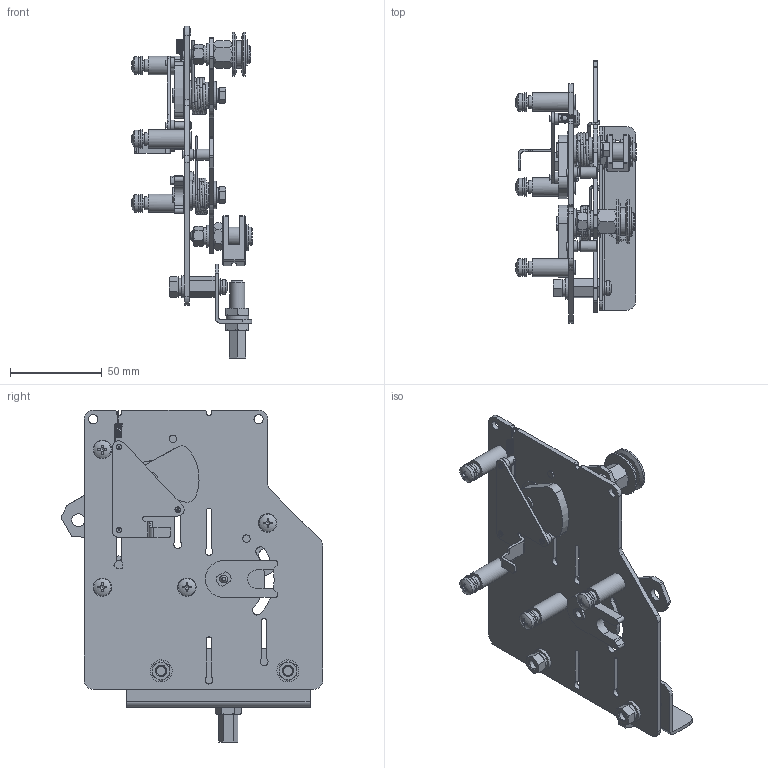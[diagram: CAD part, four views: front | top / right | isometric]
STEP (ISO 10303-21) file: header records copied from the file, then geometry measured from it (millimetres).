
FILE_DESCRIPTION(/* description */ (''),/* implementation_level */ '2;1');
FILE_NAME(/* name */ 'FLS／W6G2.stp',/* time_stamp */ '2023-09-25T11:12:13+08:00',/* author */ (''),/* organization */ (''),/* preprocessor_version */ 'ST-DEVELOPER v16.7',/* originating_system */ 'SIEMENS PLM Software NX 12.0',/* authorisation */ '');
FILE_SCHEMA (('AUTOMOTIVE_DESIGN { 1 0 10303 214 3 1 1 1 }'));
Length unit declared in the file: millimetre
Products named in the file (1): FLX_W6-2_a_1-机械联锁
Bounding box: 65.72 x 142.47 x 180.7 mm (x, y, z)
Volume: 2182.6 mm3; surface area: 86737.8 mm2
Topology: 14 solids, 15 shells, 1071 faces, 2665 edges, 1700 vertices
Faces by surface type: plane 515, cylinder 310, cone 186, torus 48, sphere 7, bspline 5
Full cylindrical faces by diameter (mm): 0.5 x2, 1 x3, 1.2 x4, 1.5 x3, 3 x4, 3.2 x2, 4 x10, 4.2 x6, 4.3 x2, 4.6 x2, 5 x8, 5.2 x2, 5.3 x2, 6 x16, 6.2 x3, 6.4 x4, 6.78 x2, 6.9 x2, 7 x14, 8 x11, 8.75 x4, 9 x2, 9.5 x5, 10 x17, 10.2 x2, 11.5 x2, 12 x8, 14 x4, 14.5 x2, 15 x3
Entity records: 36958 total; most frequent: CARTESIAN_POINT 12327, DIRECTION 5097, ORIENTED_EDGE 4408, EDGE_CURVE 2204, AXIS2_PLACEMENT_3D 2082, VERTEX_POINT 1549, EDGE_LOOP 1529, ADVANCED_FACE 1071
